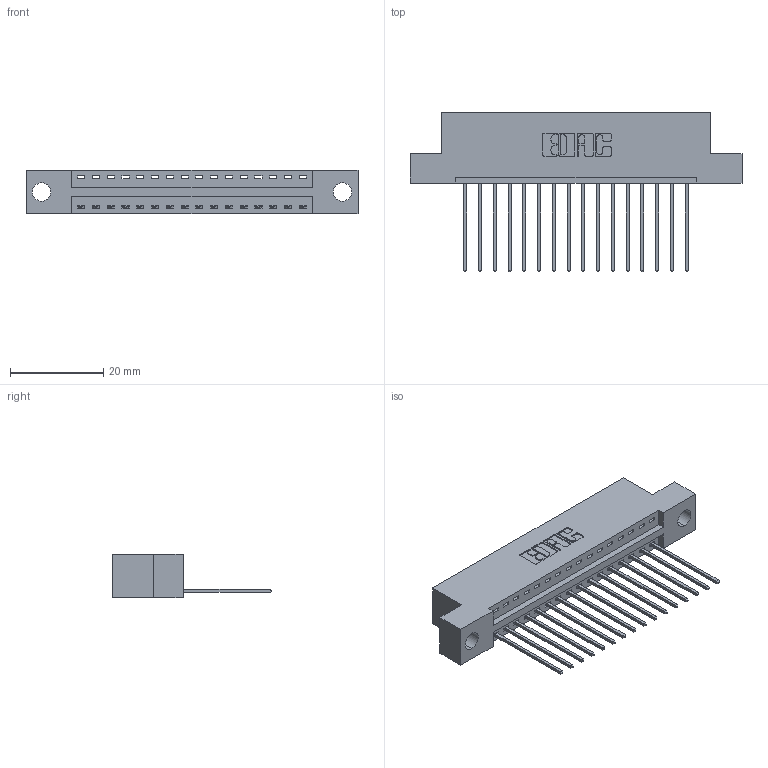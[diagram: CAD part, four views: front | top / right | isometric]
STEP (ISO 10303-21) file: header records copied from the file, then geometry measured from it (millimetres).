
FILE_DESCRIPTION (( 'STEP AP203' ), '1' );
FILE_NAME ('346-016-541-104.STEP', '2022-05-05T10:40:20', ( '' ), ( '' ), 'SwSTEP 2.0', 'SolidWorks 2020', '' );
FILE_SCHEMA (( 'CONFIG_CONTROL_DESIGN' ));
Length unit declared in the file: inch
Products named in the file (3): 346-016-541-104; 346 Part_Flush Mounting Lugs - 0.156 Dia-TH; 345-292-001_345-293-141
Assembly tree (17 placements, depth 2):
  346-016-541-104
    346 Part_Flush Mounting Lugs - 0.156 Dia-TH
    345-292-001_345-293-141  x16
Bounding box: 71.37 x 34.29 x 9.4 mm (x, y, z)
Volume: 6599.8 mm3; surface area: 8121 mm2
Topology: 17 solids, 17 shells, 1064 faces, 3181 edges, 2098 vertices
Faces by surface type: plane 730, cylinder 334
Entity records: 13867 total; most frequent: CARTESIAN_POINT 2394, ORIENTED_EDGE 2342, DIRECTION 2143, EDGE_CURVE 1171, VECTOR 975, LINE 975, VERTEX_POINT 778, AXIS2_PLACEMENT_3D 584
